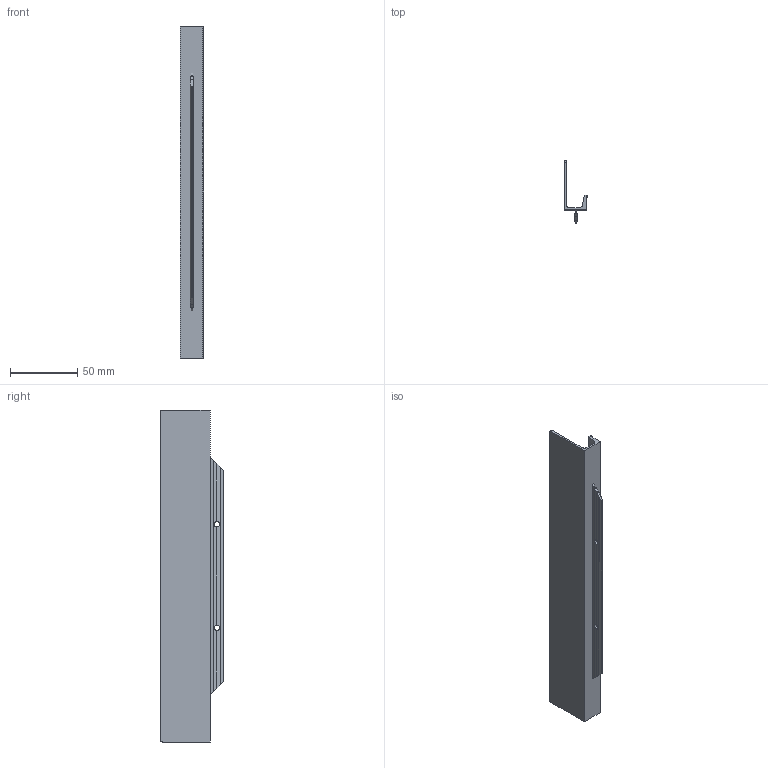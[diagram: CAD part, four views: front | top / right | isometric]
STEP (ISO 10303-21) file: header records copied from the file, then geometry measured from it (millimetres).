
FILE_DESCRIPTION(/* description */ (''),/* implementation_level */ '2;1');
FILE_NAME(/* name */ '0127.stp',/* time_stamp */ '2023-01-02T12:41:07+01:00',/* author */ ('jferrer'),/* organization */ (''),/* preprocessor_version */ 'ST-DEVELOPER v18.1',/* originating_system */ 'Autodesk Inventor 2022',/* authorisation */ '');
FILE_SCHEMA (('CONFIG_CONTROL_DESIGN'));
Length unit declared in the file: millimetre
Products named in the file (1): 0127
Bounding box: 17.7 x 47 x 247 mm (x, y, z)
Volume: 29190 mm3; surface area: 34799.9 mm2
Topology: 1 solids, 1 shells, 44 faces, 131 edges, 86 vertices
Faces by surface type: plane 33, cylinder 11
Full cylindrical faces by diameter (mm): 4 x2
Entity records: 1518 total; most frequent: ORIENTED_EDGE 262, CARTESIAN_POINT 262, DIRECTION 247, EDGE_CURVE 131, LINE 105, VECTOR 105, VERTEX_POINT 86, AXIS2_PLACEMENT_3D 71
